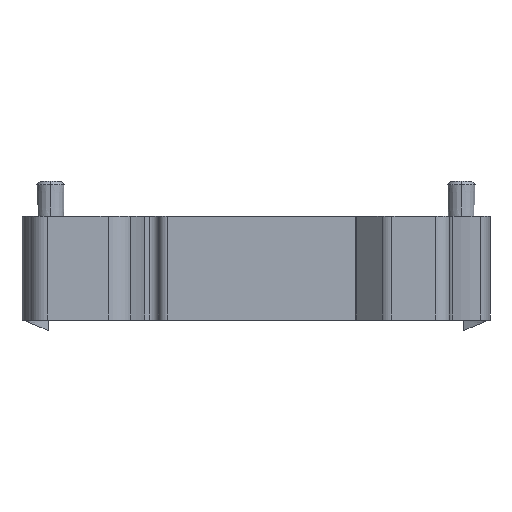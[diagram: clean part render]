
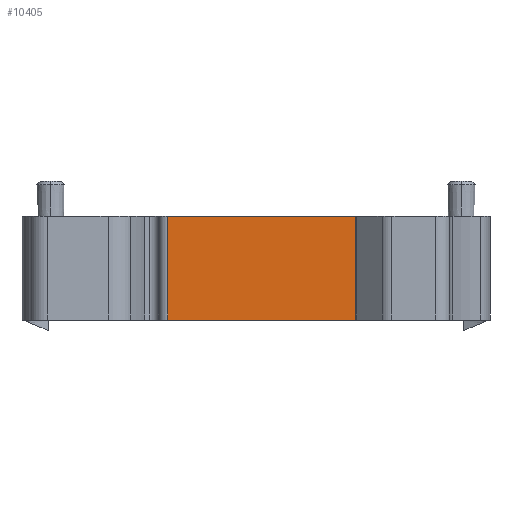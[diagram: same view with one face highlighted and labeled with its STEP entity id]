
A CAD part, front view. The second image highlights one B-rep face of the part: STEP entity #10405.
In plain terms, the highlighted planar face has unit normal (0, -1, 0).
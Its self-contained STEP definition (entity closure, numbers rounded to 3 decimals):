
#583 = EDGE_LOOP ( 'NONE', ( #2829, #7201, #6927, #5924 ) ) ;
#1417 = LINE ( 'NONE', #6186, #3946 ) ;
#1891 = VERTEX_POINT ( 'NONE', #8073 ) ;
#1961 = LINE ( 'NONE', #4505, #12197 ) ;
#2106 = VECTOR ( 'NONE', #6922, 1000. ) ;
#2766 = EDGE_CURVE ( 'NONE', #10422, #7592, #1961, .T. ) ;
#2829 = ORIENTED_EDGE ( 'NONE', *, *, #12474, .F. ) ;
#2978 = VERTEX_POINT ( 'NONE', #11181 ) ;
#3405 = EDGE_CURVE ( 'NONE', #7592, #2978, #1417, .T. ) ;
#3488 = EDGE_CURVE ( 'NONE', #1891, #10422, #13083, .T. ) ;
#3946 = VECTOR ( 'NONE', #6430, 1000. ) ;
#4129 = CARTESIAN_POINT ( 'NONE',  ( 6.332, -1., 6. ) ) ;
#4505 = CARTESIAN_POINT ( 'NONE',  ( -18.061, -1., 0. ) ) ;
#5066 = AXIS2_PLACEMENT_3D ( 'NONE', #4129, #11238, #5181 ) ;
#5135 = PLANE ( 'NONE',  #5066 ) ;
#5158 = CARTESIAN_POINT ( 'NONE',  ( -5.105, -1., 0. ) ) ;
#5181 = DIRECTION ( 'NONE',  ( -1., 0., 0. ) ) ;
#5304 = DIRECTION ( 'NONE',  ( 0., 0., -1. ) ) ;
#5450 = CARTESIAN_POINT ( 'NONE',  ( 6.332, -1., 6. ) ) ;
#5888 = FACE_OUTER_BOUND ( 'NONE', #583, .T. ) ;
#5924 = ORIENTED_EDGE ( 'NONE', *, *, #3488, .F. ) ;
#6186 = CARTESIAN_POINT ( 'NONE',  ( -5.105, -1., 6. ) ) ;
#6430 = DIRECTION ( 'NONE',  ( 0., 0., 1. ) ) ;
#6922 = DIRECTION ( 'NONE',  ( 1., 0., 0. ) ) ;
#6927 = ORIENTED_EDGE ( 'NONE', *, *, #2766, .F. ) ;
#7201 = ORIENTED_EDGE ( 'NONE', *, *, #3405, .F. ) ;
#7592 = VERTEX_POINT ( 'NONE', #5158 ) ;
#7970 = CARTESIAN_POINT ( 'NONE',  ( -18.061, -1., 6. ) ) ;
#8073 = CARTESIAN_POINT ( 'NONE',  ( 6.332, -1., 6. ) ) ;
#10299 = CARTESIAN_POINT ( 'NONE',  ( 6.332, -1., 0. ) ) ;
#10405 = ADVANCED_FACE ( 'NONE', ( #5888 ), #5135, .F. ) ;
#10422 = VERTEX_POINT ( 'NONE', #10299 ) ;
#11181 = CARTESIAN_POINT ( 'NONE',  ( -5.105, -1., 6. ) ) ;
#11238 = DIRECTION ( 'NONE',  ( 0., 1., 0. ) ) ;
#12197 = VECTOR ( 'NONE', #12988, 1000. ) ;
#12474 = EDGE_CURVE ( 'NONE', #2978, #1891, #12953, .T. ) ;
#12778 = VECTOR ( 'NONE', #5304, 1000. ) ;
#12953 = LINE ( 'NONE', #7970, #2106 ) ;
#12988 = DIRECTION ( 'NONE',  ( -1., 0., 0. ) ) ;
#13083 = LINE ( 'NONE', #5450, #12778 ) ;
